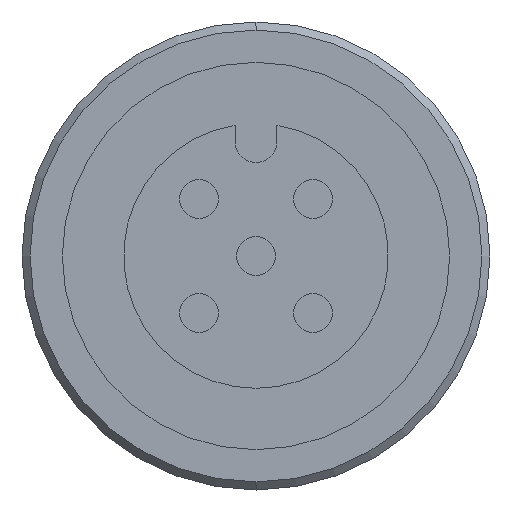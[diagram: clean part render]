
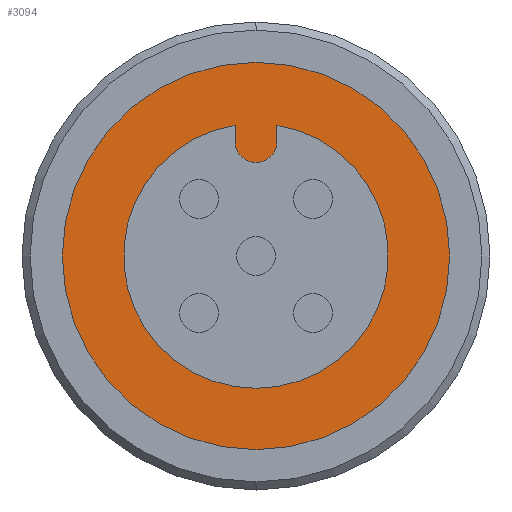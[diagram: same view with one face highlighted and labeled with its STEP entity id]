
A CAD part, left-side view. The second image highlights one B-rep face of the part: STEP entity #3094.
In plain terms, the highlighted planar face has unit normal (-1, 0, 0).
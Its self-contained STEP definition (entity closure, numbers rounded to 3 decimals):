
#34 = VERTEX_POINT ( 'NONE', #3663 ) ;
#97 = DIRECTION ( 'NONE',  ( 0., 0., 1. ) ) ;
#187 = CIRCLE ( 'NONE', #3393, 4.1 ) ;
#201 = LINE ( 'NONE', #1704, #2068 ) ;
#289 = EDGE_CURVE ( 'NONE', #3469, #535, #315, .T. ) ;
#315 = CIRCLE ( 'NONE', #4848, 6. ) ;
#381 = ORIENTED_EDGE ( 'NONE', *, *, #5240, .T. ) ;
#426 = EDGE_CURVE ( 'NONE', #1754, #517, #6979, .T. ) ;
#517 = VERTEX_POINT ( 'NONE', #5368 ) ;
#535 = VERTEX_POINT ( 'NONE', #3631 ) ;
#563 = CARTESIAN_POINT ( 'NONE',  ( -4.8, 0., 0. ) ) ;
#702 = EDGE_CURVE ( 'NONE', #34, #5003, #201, .T. ) ;
#1146 = CARTESIAN_POINT ( 'NONE',  ( -4.8, -0.65, 4.048 ) ) ;
#1155 = DIRECTION ( 'NONE',  ( 0., 0., 1. ) ) ;
#1267 = DIRECTION ( 'NONE',  ( 0., 0., -1. ) ) ;
#1704 = CARTESIAN_POINT ( 'NONE',  ( -4.8, -0.65, 0. ) ) ;
#1754 = VERTEX_POINT ( 'NONE', #6808 ) ;
#1769 = VERTEX_POINT ( 'NONE', #2210 ) ;
#2068 = VECTOR ( 'NONE', #3752, 1000. ) ;
#2083 = CARTESIAN_POINT ( 'NONE',  ( -4.8, 0., 3.55 ) ) ;
#2210 = CARTESIAN_POINT ( 'NONE',  ( -4.8, 0., -4.1 ) ) ;
#2223 = CARTESIAN_POINT ( 'NONE',  ( -4.8, 0., -6. ) ) ;
#2368 = DIRECTION ( 'NONE',  ( -1., 0., 0. ) ) ;
#2570 = CARTESIAN_POINT ( 'NONE',  ( -4.8, 0., 0. ) ) ;
#2730 = ORIENTED_EDGE ( 'NONE', *, *, #4431, .T. ) ;
#2755 = DIRECTION ( 'NONE',  ( 0., 0., -1. ) ) ;
#2842 = CARTESIAN_POINT ( 'NONE',  ( -4.8, 0., 2.9 ) ) ;
#2917 = ORIENTED_EDGE ( 'NONE', *, *, #426, .F. ) ;
#3094 = ADVANCED_FACE ( 'NONE', ( #4006, #5810 ), #6471, .T. ) ;
#3220 = AXIS2_PLACEMENT_3D ( 'NONE', #8208, #4090, #8891 ) ;
#3262 = DIRECTION ( 'NONE',  ( 0., 0., -1. ) ) ;
#3393 = AXIS2_PLACEMENT_3D ( 'NONE', #563, #5350, #1267 ) ;
#3452 = CARTESIAN_POINT ( 'NONE',  ( -4.8, 0.65, 0. ) ) ;
#3469 = VERTEX_POINT ( 'NONE', #2223 ) ;
#3488 = AXIS2_PLACEMENT_3D ( 'NONE', #2570, #7379, #3262 ) ;
#3631 = CARTESIAN_POINT ( 'NONE',  ( -4.8, 0., 6. ) ) ;
#3663 = CARTESIAN_POINT ( 'NONE',  ( -4.8, -0.65, 3.55 ) ) ;
#3712 = CARTESIAN_POINT ( 'NONE',  ( -4.8, 0., 0. ) ) ;
#3752 = DIRECTION ( 'NONE',  ( 0., 0., 1. ) ) ;
#4006 = FACE_BOUND ( 'NONE', #6884, .T. ) ;
#4090 = DIRECTION ( 'NONE',  ( -1., 0., 0. ) ) ;
#4126 = AXIS2_PLACEMENT_3D ( 'NONE', #3712, #2368, #7169 ) ;
#4208 = ORIENTED_EDGE ( 'NONE', *, *, #702, .T. ) ;
#4211 = DIRECTION ( 'NONE',  ( -1., 0., 0. ) ) ;
#4327 = AXIS2_PLACEMENT_3D ( 'NONE', #2083, #6856, #2755 ) ;
#4431 = EDGE_CURVE ( 'NONE', #1754, #7687, #7746, .T. ) ;
#4495 = CIRCLE ( 'NONE', #4905, 6. ) ;
#4551 = DIRECTION ( 'NONE',  ( 0., 0., 1. ) ) ;
#4848 = AXIS2_PLACEMENT_3D ( 'NONE', #8751, #6413, #4551 ) ;
#4905 = AXIS2_PLACEMENT_3D ( 'NONE', #8329, #4211, #97 ) ;
#4923 = VECTOR ( 'NONE', #1155, 1000. ) ;
#5003 = VERTEX_POINT ( 'NONE', #1146 ) ;
#5025 = CIRCLE ( 'NONE', #3488, 4.1 ) ;
#5240 = EDGE_CURVE ( 'NONE', #535, #3469, #4495, .T. ) ;
#5327 = ORIENTED_EDGE ( 'NONE', *, *, #8075, .T. ) ;
#5350 = DIRECTION ( 'NONE',  ( 1., 0., 0. ) ) ;
#5368 = CARTESIAN_POINT ( 'NONE',  ( -4.8, 0.65, 4.048 ) ) ;
#5810 = FACE_OUTER_BOUND ( 'NONE', #6039, .T. ) ;
#6039 = EDGE_LOOP ( 'NONE', ( #381, #7467 ) ) ;
#6413 = DIRECTION ( 'NONE',  ( -1., 0., 0. ) ) ;
#6455 = EDGE_CURVE ( 'NONE', #1769, #517, #5025, .T. ) ;
#6471 = PLANE ( 'NONE',  #4126 ) ;
#6751 = CIRCLE ( 'NONE', #3220, 0.65 ) ;
#6752 = ORIENTED_EDGE ( 'NONE', *, *, #8550, .T. ) ;
#6808 = CARTESIAN_POINT ( 'NONE',  ( -4.8, 0.65, 3.55 ) ) ;
#6814 = ORIENTED_EDGE ( 'NONE', *, *, #6455, .T. ) ;
#6856 = DIRECTION ( 'NONE',  ( -1., 0., 0. ) ) ;
#6884 = EDGE_LOOP ( 'NONE', ( #2730, #6752, #4208, #5327, #6814, #2917 ) ) ;
#6979 = LINE ( 'NONE', #3452, #4923 ) ;
#7169 = DIRECTION ( 'NONE',  ( 0., 0., 1. ) ) ;
#7379 = DIRECTION ( 'NONE',  ( 1., 0., 0. ) ) ;
#7467 = ORIENTED_EDGE ( 'NONE', *, *, #289, .T. ) ;
#7687 = VERTEX_POINT ( 'NONE', #2842 ) ;
#7746 = CIRCLE ( 'NONE', #4327, 0.65 ) ;
#8075 = EDGE_CURVE ( 'NONE', #5003, #1769, #187, .T. ) ;
#8208 = CARTESIAN_POINT ( 'NONE',  ( -4.8, 0., 3.55 ) ) ;
#8329 = CARTESIAN_POINT ( 'NONE',  ( -4.8, 0., 0. ) ) ;
#8550 = EDGE_CURVE ( 'NONE', #7687, #34, #6751, .T. ) ;
#8751 = CARTESIAN_POINT ( 'NONE',  ( -4.8, 0., 0. ) ) ;
#8891 = DIRECTION ( 'NONE',  ( 0., 0., -1. ) ) ;
